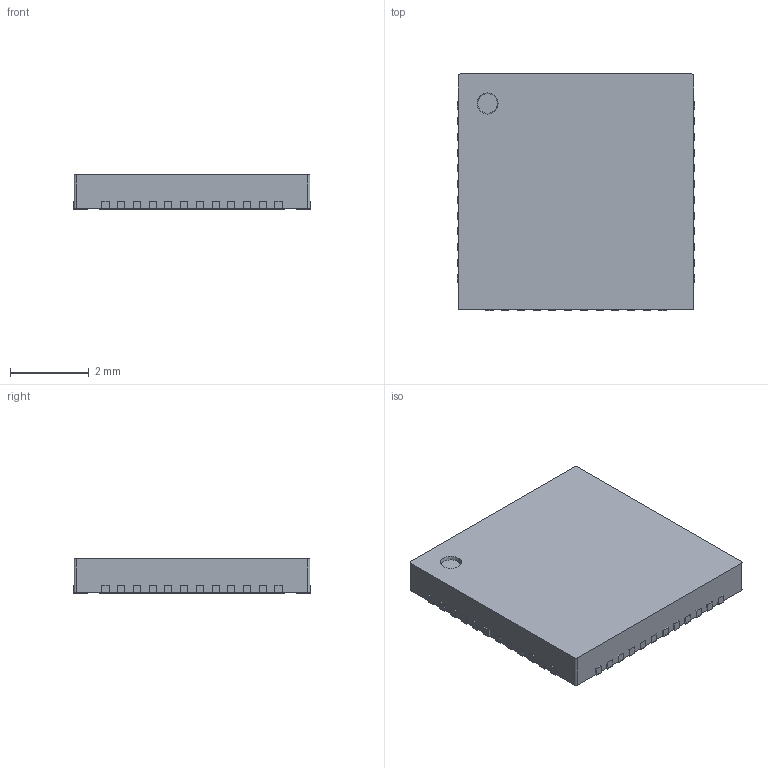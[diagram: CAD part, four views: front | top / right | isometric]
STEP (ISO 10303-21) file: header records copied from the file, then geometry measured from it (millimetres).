
FILE_DESCRIPTION(/* description */ ('Unknown'),/* implementation_level */ '2;1');
FILE_NAME(/* name */ 'QFN48_P040_H085',/* time_stamp */ '2025-09-23T10:18:32+03:00',/* author */ ('Unknown'),/* organization */ ('Unknown'),/* preprocessor_version */ 'ST-DEVELOPER v19.4',/* originating_system */ 'Solid Edge',/* authorisation */ 'Unknown');
FILE_SCHEMA (('AUTOMOTIVE_DESIGN {1 0 10303 214 3 1 1}'));
Length unit declared in the file: millimetre
Products named in the file (4): QFN48_P040_H085; QFN48P040_body; QFN48P040_pad; QFN48P040_pin
Assembly tree (50 placements, depth 2):
  QFN48_P040_H085
    QFN48P040_body
    QFN48P040_pad
    QFN48P040_pin  x48
Bounding box: 6.04 x 6.04 x 0.87 mm (x, y, z)
Surface area: 157.9 mm2
Topology: 50 solids, 50 shells, 598 faces, 1492 edges, 995 vertices
Faces by surface type: plane 494, cylinder 103, cone 1
Entity records: 1536 total; most frequent: DIRECTION 270, CARTESIAN_POINT 219, ORIENTED_EDGE 160, AXIS2_PLACEMENT_3D 105, EDGE_CURVE 80, LINE 60, VECTOR 60, VERTEX_POINT 54
